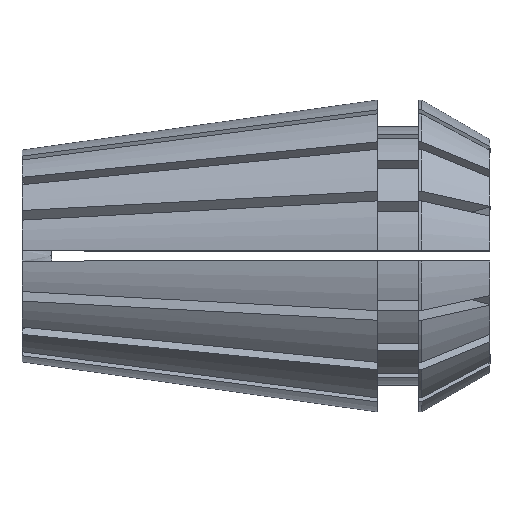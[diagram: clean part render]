
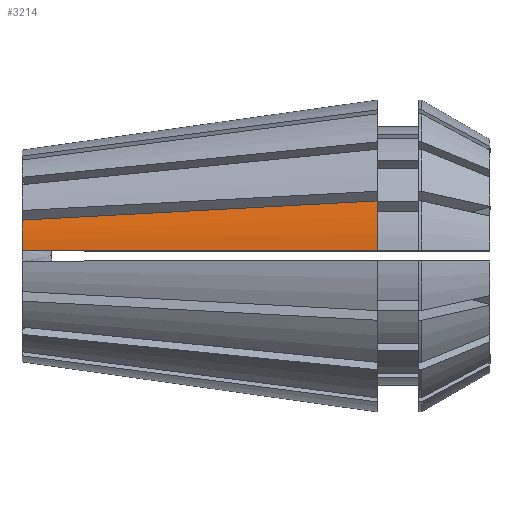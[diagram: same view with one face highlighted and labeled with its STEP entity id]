
A CAD part, top view. The second image highlights one B-rep face of the part: STEP entity #3214.
In plain terms, the highlighted conical face has half-angle 8 degrees and reference radius 10.5 mm.
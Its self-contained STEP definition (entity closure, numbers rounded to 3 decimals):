
#60 = ORIENTED_EDGE ( 'NONE', *, *, #2439, .F. ) ;
#259 = B_SPLINE_CURVE_WITH_KNOTS ( 'NONE', 3,
 ( #4429, #2619, #1268, #4467, #3068, #2168, #363, #3944, #344, #2577 ),
 .UNSPECIFIED., .F., .F.,
 ( 4, 3, 3, 4 ),
 ( 0.044, 0.052, 0.065, 0.068 ),
 .UNSPECIFIED. ) ;
#285 = CARTESIAN_POINT ( 'NONE',  ( 23.9, 0.35, 10.494 ) ) ;
#344 = CARTESIAN_POINT ( 'NONE',  ( 1.02, 0.35, 7.276 ) ) ;
#363 = CARTESIAN_POINT ( 'NONE',  ( 3.061, 0.35, 7.564 ) ) ;
#450 = VERTEX_POINT ( 'NONE', #1188 ) ;
#626 = CIRCLE ( 'NONE', #1047, 7.141 ) ;
#699 = DIRECTION ( 'NONE',  ( -1., 0., 0. ) ) ;
#739 = ORIENTED_EDGE ( 'NONE', *, *, #2593, .T. ) ;
#983 = CONICAL_SURFACE ( 'NONE', #3699, 10.5, 0.14 ) ;
#1047 = AXIS2_PLACEMENT_3D ( 'NONE', #4239, #1490, #4679 ) ;
#1188 = CARTESIAN_POINT ( 'NONE',  ( 23.9, 3.693, 9.83 ) ) ;
#1268 = CARTESIAN_POINT ( 'NONE',  ( 18.783, 0.35, 9.775 ) ) ;
#1490 = DIRECTION ( 'NONE',  ( -1., 0., 0. ) ) ;
#1577 = DIRECTION ( 'NONE',  ( 0., 0., 1. ) ) ;
#1896 = CARTESIAN_POINT ( 'NONE',  ( 0., 2.406, 6.724 ) ) ;
#2168 = CARTESIAN_POINT ( 'NONE',  ( 7.449, 0.35, 8.181 ) ) ;
#2291 = CARTESIAN_POINT ( 'NONE',  ( 20.072, 3.487, 9.332 ) ) ;
#2426 = ORIENTED_EDGE ( 'NONE', *, *, #2639, .F. ) ;
#2439 = EDGE_CURVE ( 'NONE', #2749, #2469, #259, .T. ) ;
#2469 = VERTEX_POINT ( 'NONE', #3982 ) ;
#2577 = CARTESIAN_POINT ( 'NONE',  ( 0., 0.35, 7.133 ) ) ;
#2593 = EDGE_CURVE ( 'NONE', #2749, #450, #2684, .T. ) ;
#2619 = CARTESIAN_POINT ( 'NONE',  ( 21.342, 0.35, 10.135 ) ) ;
#2639 = EDGE_CURVE ( 'NONE', #3950, #450, #3684, .T. ) ;
#2684 = CIRCLE ( 'NONE', #5145, 10.5 ) ;
#2723 = CARTESIAN_POINT ( 'NONE',  ( 23.9, 3.693, 9.83 ) ) ;
#2749 = VERTEX_POINT ( 'NONE', #285 ) ;
#2766 = CARTESIAN_POINT ( 'NONE',  ( 23.9, 0., 0. ) ) ;
#2859 = CARTESIAN_POINT ( 'NONE',  ( 4.138, 2.629, 7.262 ) ) ;
#3068 = CARTESIAN_POINT ( 'NONE',  ( 11.837, 0.35, 8.798 ) ) ;
#3082 = DIRECTION ( 'NONE',  ( 1., 0., 0. ) ) ;
#3180 = DIRECTION ( 'NONE',  ( 0., 0., -1. ) ) ;
#3214 = ADVANCED_FACE ( 'NONE', ( #3590 ), #983, .T. ) ;
#3296 = CARTESIAN_POINT ( 'NONE',  ( 12.415, 3.075, 8.337 ) ) ;
#3363 = ORIENTED_EDGE ( 'NONE', *, *, #3900, .F. ) ;
#3466 = CARTESIAN_POINT ( 'NONE',  ( 23.9, 0., 0. ) ) ;
#3552 = CARTESIAN_POINT ( 'NONE',  ( 16.244, 3.281, 8.835 ) ) ;
#3590 = FACE_OUTER_BOUND ( 'NONE', #5111, .T. ) ;
#3684 = B_SPLINE_CURVE_WITH_KNOTS ( 'NONE', 3,
 ( #1896, #2859, #5548, #3296, #3552, #2291, #2723 ),
 .UNSPECIFIED., .F., .F.,
 ( 4, 3, 4 ),
 ( 0., 0.013, 0.024 ),
 .UNSPECIFIED. ) ;
#3699 = AXIS2_PLACEMENT_3D ( 'NONE', #2766, #3082, #3180 ) ;
#3900 = EDGE_CURVE ( 'NONE', #2469, #3950, #626, .T. ) ;
#3944 = CARTESIAN_POINT ( 'NONE',  ( 2.041, 0.35, 7.42 ) ) ;
#3950 = VERTEX_POINT ( 'NONE', #4260 ) ;
#3982 = CARTESIAN_POINT ( 'NONE',  ( 0., 0.35, 7.133 ) ) ;
#4239 = CARTESIAN_POINT ( 'NONE',  ( 0., 0., 0. ) ) ;
#4260 = CARTESIAN_POINT ( 'NONE',  ( 0., 2.406, 6.724 ) ) ;
#4429 = CARTESIAN_POINT ( 'NONE',  ( 23.9, 0.35, 10.494 ) ) ;
#4467 = CARTESIAN_POINT ( 'NONE',  ( 16.225, 0.35, 9.415 ) ) ;
#4679 = DIRECTION ( 'NONE',  ( 0., 0., 1. ) ) ;
#5111 = EDGE_LOOP ( 'NONE', ( #2426, #3363, #60, #739 ) ) ;
#5145 = AXIS2_PLACEMENT_3D ( 'NONE', #3466, #699, #1577 ) ;
#5548 = CARTESIAN_POINT ( 'NONE',  ( 8.277, 2.852, 7.8 ) ) ;
